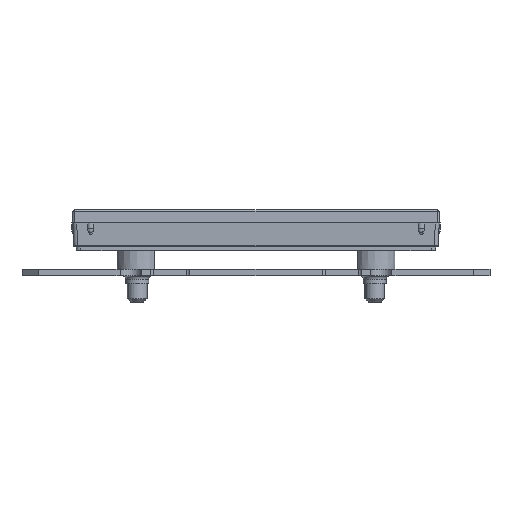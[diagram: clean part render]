
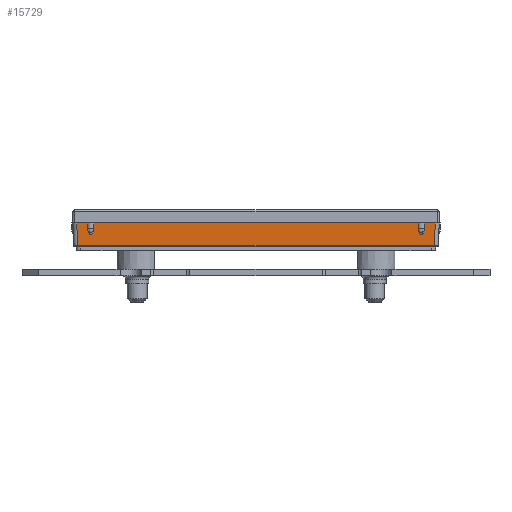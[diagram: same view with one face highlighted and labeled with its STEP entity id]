
A CAD part, front view. The second image highlights one B-rep face of the part: STEP entity #15729.
In plain terms, the highlighted face is planar.
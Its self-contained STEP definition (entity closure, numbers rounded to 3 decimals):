
#3269=DIRECTION('',(-1.,0.,0.));
#3270=VECTOR('',#3269,49.206);
#3271=CARTESIAN_POINT('',(24.603,4.2,27.75));
#3272=LINE('7937',#3271,#3270);
#3361=DIRECTION('',(-1.,0.,0.));
#3362=VECTOR('',#3361,1.653);
#3363=CARTESIAN_POINT('',(-25.497,4.2,27.75));
#3364=LINE('7952',#3363,#3362);
#3491=DIRECTION('',(-1.,0.,0.));
#3492=VECTOR('',#3491,1.653);
#3493=CARTESIAN_POINT('',(27.15,4.2,27.75));
#3494=LINE('7951',#3493,#3492);
#3525=DIRECTION('',(-1.,0.,0.));
#3526=VECTOR('',#3525,54.063);
#3527=CARTESIAN_POINT('',(27.031,0.793,27.631));
#3528=LINE('11592',#3527,#3526);
#3532=DIRECTION('',(-0.035,0.999,0.035));
#3533=VECTOR('',#3532,3.411);
#3534=CARTESIAN_POINT('',(-27.031,0.793,
27.631));
#3535=LINE('11605',#3534,#3533);
#3539=CARTESIAN_POINT('',(-25.497,4.2,27.75));
#3540=CARTESIAN_POINT('',(-25.506,3.933,27.741));
#3541=CARTESIAN_POINT('',(-25.513,3.667,27.731));
#3542=CARTESIAN_POINT('',(-25.521,3.4,27.722));
#3547=CARTESIAN_POINT('',(-25.521,3.4,27.722));
#3548=CARTESIAN_POINT('',(-25.522,3.368,27.721));
#3549=CARTESIAN_POINT('',(-25.522,3.304,27.719));
#3550=CARTESIAN_POINT('',(-25.516,3.21,27.715));
#3551=CARTESIAN_POINT('',(-25.506,3.119,27.712));
#3552=CARTESIAN_POINT('',(-25.491,3.033,27.709));
#3553=CARTESIAN_POINT('',(-25.471,2.952,27.706));
#3554=CARTESIAN_POINT('',(-25.455,2.903,27.705));
#3555=CARTESIAN_POINT('',(-25.447,2.88,27.704));
#3560=CARTESIAN_POINT('',(-24.653,2.88,27.704));
#3561=CARTESIAN_POINT('',(-24.686,2.791,27.701));
#3562=CARTESIAN_POINT('',(-24.753,2.65,27.696));
#3563=CARTESIAN_POINT('',(-24.885,2.469,27.69));
#3564=CARTESIAN_POINT('',(-25.05,2.388,27.687));
#3565=CARTESIAN_POINT('',(-25.215,2.469,27.69));
#3566=CARTESIAN_POINT('',(-25.347,2.65,27.696));
#3567=CARTESIAN_POINT('',(-25.414,2.791,27.701));
#3568=CARTESIAN_POINT('',(-25.447,2.88,27.704));
#3573=CARTESIAN_POINT('',(-24.653,2.88,27.704));
#3574=CARTESIAN_POINT('',(-24.645,2.904,27.705));
#3575=CARTESIAN_POINT('',(-24.629,2.952,27.706));
#3576=CARTESIAN_POINT('',(-24.609,3.033,27.709));
#3577=CARTESIAN_POINT('',(-24.594,3.12,27.712));
#3578=CARTESIAN_POINT('',(-24.584,3.211,27.715));
#3579=CARTESIAN_POINT('',(-24.578,3.304,27.719));
#3580=CARTESIAN_POINT('',(-24.578,3.368,27.721));
#3581=CARTESIAN_POINT('',(-24.579,3.4,27.722));
#3586=CARTESIAN_POINT('',(-24.603,4.2,27.75));
#3587=CARTESIAN_POINT('',(-24.594,3.933,27.741));
#3588=CARTESIAN_POINT('',(-24.587,3.667,27.731));
#3589=CARTESIAN_POINT('',(-24.579,3.4,27.722));
#3594=CARTESIAN_POINT('',(24.603,4.2,27.75));
#3595=CARTESIAN_POINT('',(24.594,3.933,27.741));
#3596=CARTESIAN_POINT('',(24.587,3.667,27.731));
#3597=CARTESIAN_POINT('',(24.579,3.4,27.722));
#3602=CARTESIAN_POINT('',(24.579,3.4,27.722));
#3603=CARTESIAN_POINT('',(24.578,3.368,27.721));
#3604=CARTESIAN_POINT('',(24.578,3.304,27.719));
#3605=CARTESIAN_POINT('',(24.584,3.21,27.715));
#3606=CARTESIAN_POINT('',(24.594,3.119,27.712));
#3607=CARTESIAN_POINT('',(24.609,3.033,27.709));
#3608=CARTESIAN_POINT('',(24.629,2.952,27.706));
#3609=CARTESIAN_POINT('',(24.645,2.903,27.705));
#3610=CARTESIAN_POINT('',(24.653,2.88,27.704));
#3615=CARTESIAN_POINT('',(25.447,2.88,27.704));
#3616=CARTESIAN_POINT('',(25.414,2.791,27.701));
#3617=CARTESIAN_POINT('',(25.347,2.65,27.696));
#3618=CARTESIAN_POINT('',(25.215,2.469,27.69));
#3619=CARTESIAN_POINT('',(25.05,2.388,27.687));
#3620=CARTESIAN_POINT('',(24.885,2.469,27.69));
#3621=CARTESIAN_POINT('',(24.753,2.65,27.696));
#3622=CARTESIAN_POINT('',(24.686,2.791,27.701));
#3623=CARTESIAN_POINT('',(24.653,2.88,27.704));
#3628=CARTESIAN_POINT('',(25.447,2.88,27.704));
#3629=CARTESIAN_POINT('',(25.455,2.904,27.705));
#3630=CARTESIAN_POINT('',(25.471,2.952,27.706));
#3631=CARTESIAN_POINT('',(25.491,3.033,27.709));
#3632=CARTESIAN_POINT('',(25.506,3.12,27.712));
#3633=CARTESIAN_POINT('',(25.516,3.211,27.715));
#3634=CARTESIAN_POINT('',(25.522,3.304,27.719));
#3635=CARTESIAN_POINT('',(25.522,3.368,27.721));
#3636=CARTESIAN_POINT('',(25.521,3.4,27.722));
#3641=CARTESIAN_POINT('',(25.497,4.2,27.75));
#3642=CARTESIAN_POINT('',(25.506,3.933,27.741));
#3643=CARTESIAN_POINT('',(25.513,3.667,27.731));
#3644=CARTESIAN_POINT('',(25.521,3.4,27.722));
#3649=DIRECTION('',(0.035,0.999,0.035));
#3650=VECTOR('',#3649,3.411);
#3651=CARTESIAN_POINT('',(27.031,0.793,27.631));
#3652=LINE('11604',#3651,#3650);
#5109=CARTESIAN_POINT('',(27.031,0.793,27.631));
#5114=CARTESIAN_POINT('',(27.15,4.2,27.75));
#6001=CARTESIAN_POINT('',(-27.15,4.2,27.75));
#12517=VERTEX_POINT('',#6001);
#12518=VERTEX_POINT('',#5114);
#12540=CARTESIAN_POINT('',(24.603,4.2,27.75));
#12541=CARTESIAN_POINT('',(-24.603,4.2,27.75));
#12542=VERTEX_POINT('',#12540);
#12543=VERTEX_POINT('',#12541);
#12576=CARTESIAN_POINT('',(25.497,4.2,27.75));
#12577=VERTEX_POINT('',#12576);
#12578=CARTESIAN_POINT('',(-25.497,4.2,27.75));
#12579=VERTEX_POINT('',#12578);
#12588=VERTEX_POINT('',#3589);
#12589=VERTEX_POINT('',#3542);
#12590=VERTEX_POINT('',#3644);
#12591=VERTEX_POINT('',#3597);
#12592=VERTEX_POINT('',#3573);
#12593=VERTEX_POINT('',#3555);
#12594=VERTEX_POINT('',#3628);
#12595=VERTEX_POINT('',#3610);
#12659=VERTEX_POINT('',#5109);
#12662=CARTESIAN_POINT('',(-27.031,0.793,
27.631));
#12663=VERTEX_POINT('',#12662);
#15693=CARTESIAN_POINT('',(27.75,4.2,27.75));
#15694=DIRECTION('',(0.,0.035,-0.999));
#15695=DIRECTION('',(1.,0.,0.));
#15696=AXIS2_PLACEMENT_3D('',#15693,#15694,#15695);
#15697=PLANE('6650',#15696);
#15699=ORIENTED_EDGE('11592',*,*,#15698,.T.);
#15701=ORIENTED_EDGE('11605',*,*,#15700,.T.);
#15702=ORIENTED_EDGE('7952',*,*,#15577,.F.);
#15704=ORIENTED_EDGE('7964',*,*,#15703,.T.);
#15706=ORIENTED_EDGE('7968',*,*,#15705,.T.);
#15708=ORIENTED_EDGE('7971',*,*,#15707,.F.);
#15710=ORIENTED_EDGE('7967',*,*,#15709,.T.);
#15712=ORIENTED_EDGE('7963',*,*,#15711,.F.);
#15713=ORIENTED_EDGE('7937',*,*,#15486,.F.);
#15715=ORIENTED_EDGE('7966',*,*,#15714,.T.);
#15717=ORIENTED_EDGE('7970',*,*,#15716,.T.);
#15719=ORIENTED_EDGE('7972',*,*,#15718,.F.);
#15721=ORIENTED_EDGE('7969',*,*,#15720,.T.);
#15723=ORIENTED_EDGE('7965',*,*,#15722,.F.);
#15724=ORIENTED_EDGE('7951',*,*,#15673,.F.);
#15726=ORIENTED_EDGE('11604',*,*,#15725,.F.);
#15727=EDGE_LOOP('6650',(#15699,#15701,#15702,#15704,#15706,#15708,#15710,
#15712,#15713,#15715,#15717,#15719,#15721,#15723,#15724,#15726));
#15728=FACE_OUTER_BOUND('6650',#15727,.F.);
#15729=ADVANCED_FACE('6650',(#15728),#15697,.F.);
#3543=B_SPLINE_CURVE_WITH_KNOTS('7964',3,(#3539,#3540,#3541,#3542),
.UNSPECIFIED.,.F.,.F.,(4,4),(0.,1.),.UNSPECIFIED.);
#3556=B_SPLINE_CURVE_WITH_KNOTS('7968',3,(#3547,#3548,#3549,#3550,#3551,#3552,
#3553,#3554,#3555),.UNSPECIFIED.,.F.,.F.,(4,1,1,1,1,1,4),(0.,
0.167,0.333,0.5,0.667,0.833,
1.),.UNSPECIFIED.);
#3569=B_SPLINE_CURVE_WITH_KNOTS('7971',3,(#3560,#3561,#3562,#3563,#3564,#3565,
#3566,#3567,#3568),.UNSPECIFIED.,.F.,.F.,(4,1,1,1,1,1,4),(0.,0.125,0.25,
0.5,0.75,0.875,1.),.UNSPECIFIED.);
#3582=B_SPLINE_CURVE_WITH_KNOTS('7967',3,(#3573,#3574,#3575,#3576,#3577,#3578,
#3579,#3580,#3581),.UNSPECIFIED.,.F.,.F.,(4,1,1,1,1,1,4),(0.,
0.167,0.333,0.5,0.667,0.833,
1.),.UNSPECIFIED.);
#3590=B_SPLINE_CURVE_WITH_KNOTS('7963',3,(#3586,#3587,#3588,#3589),
.UNSPECIFIED.,.F.,.F.,(4,4),(0.,1.),.UNSPECIFIED.);
#3598=B_SPLINE_CURVE_WITH_KNOTS('7966',3,(#3594,#3595,#3596,#3597),
.UNSPECIFIED.,.F.,.F.,(4,4),(0.,1.),.UNSPECIFIED.);
#3611=B_SPLINE_CURVE_WITH_KNOTS('7970',3,(#3602,#3603,#3604,#3605,#3606,#3607,
#3608,#3609,#3610),.UNSPECIFIED.,.F.,.F.,(4,1,1,1,1,1,4),(0.,
0.167,0.333,0.5,0.667,0.833,
1.),.UNSPECIFIED.);
#3624=B_SPLINE_CURVE_WITH_KNOTS('7972',3,(#3615,#3616,#3617,#3618,#3619,#3620,
#3621,#3622,#3623),.UNSPECIFIED.,.F.,.F.,(4,1,1,1,1,1,4),(0.,0.125,0.25,
0.5,0.75,0.875,1.),.UNSPECIFIED.);
#3637=B_SPLINE_CURVE_WITH_KNOTS('7969',3,(#3628,#3629,#3630,#3631,#3632,#3633,
#3634,#3635,#3636),.UNSPECIFIED.,.F.,.F.,(4,1,1,1,1,1,4),(0.,
0.167,0.333,0.5,0.667,0.833,
1.),.UNSPECIFIED.);
#3645=B_SPLINE_CURVE_WITH_KNOTS('7965',3,(#3641,#3642,#3643,#3644),
.UNSPECIFIED.,.F.,.F.,(4,4),(0.,1.),.UNSPECIFIED.);
#15486=EDGE_CURVE('7937',#12542,#12543,#3272,.T.);
#15577=EDGE_CURVE('7952',#12579,#12517,#3364,.T.);
#15673=EDGE_CURVE('7951',#12518,#12577,#3494,.T.);
#15698=EDGE_CURVE('11592',#12659,#12663,#3528,.T.);
#15700=EDGE_CURVE('11605',#12663,#12517,#3535,.T.);
#15703=EDGE_CURVE('7964',#12579,#12589,#3543,.T.);
#15705=EDGE_CURVE('7968',#12589,#12593,#3556,.T.);
#15707=EDGE_CURVE('7971',#12592,#12593,#3569,.T.);
#15709=EDGE_CURVE('7967',#12592,#12588,#3582,.T.);
#15711=EDGE_CURVE('7963',#12543,#12588,#3590,.T.);
#15714=EDGE_CURVE('7966',#12542,#12591,#3598,.T.);
#15716=EDGE_CURVE('7970',#12591,#12595,#3611,.T.);
#15718=EDGE_CURVE('7972',#12594,#12595,#3624,.T.);
#15720=EDGE_CURVE('7969',#12594,#12590,#3637,.T.);
#15722=EDGE_CURVE('7965',#12577,#12590,#3645,.T.);
#15725=EDGE_CURVE('11604',#12659,#12518,#3652,.T.);
